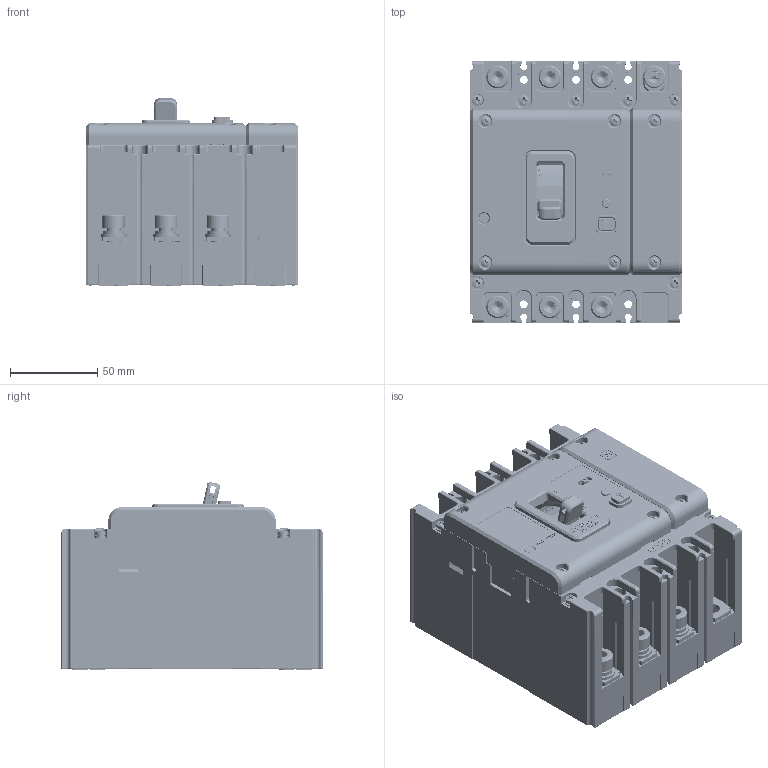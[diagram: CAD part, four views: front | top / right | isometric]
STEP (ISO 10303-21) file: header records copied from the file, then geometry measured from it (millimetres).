
FILE_DESCRIPTION((''),'2;1');
FILE_NAME('CDM6LI-125CLM_4P_ASM','2023-05-29T',('heyan.du'),(''),'PRO/ENGINEER BY PARAMETRIC TECHNOLOGY CORPORATION, 2015440','PRO/ENGINEER BY PARAMETRIC TECHNOLOGY CORPORATION, 2015440','');
FILE_SCHEMA(('CONFIG_CONTROL_DESIGN'));
Products named in the file (53): 8024032900_1; PRT0001; 5024037800_ASM_1_ASM; PRT0002; ASM0001_ASM; PRT0003; ASM0004_ASM; ASM0003_ASM; ASM0002_ASM; PRT0004; ASM0007_ASM; ASM0006_ASM; ASM0005_ASM; PRT0005; ASM0010_ASM; ASM0009_ASM; ASM0008_ASM; 8585065200_1; JB_T8151_1-6X170_1; NS_TUBEL225-1_5X8_1; 5510014600_ASM_2_ASM; 6176013400_ASM_2_ASM; 6760011600_ASM_3_ASM; PRT0006; PRT0007; PRT0008; 8750031400_1; PRT0009; PRT0010; PRT0011; ASM0011_ASM; PRT0012; PRT0013; PRT0014; ASM0012_ASM; 8315063300_1; PRT0015; 8282073000_AF2_2; PRT0016; PRT0017 ...
Assembly tree (92 placements, depth 8):
  CDM6LI-125CLM_4P_ASM
    2258013600_ASM_2_ASM
      6760011600_ASM_3_ASM
        5024037800_ASM_1_ASM
          8024032900_1
          PRT0001  x7
        ASM0001_ASM  x4
          PRT0002
        6176013400_ASM_2_ASM
          ASM0002_ASM
            ASM0003_ASM
              ASM0004_ASM
                PRT0003
          ASM0005_ASM
            ASM0006_ASM
              ASM0007_ASM
                PRT0004
          ASM0008_ASM
            ASM0009_ASM
              ASM0010_ASM
                PRT0005
          5510014600_ASM_2_ASM
            8585065200_1
            JB_T8151_1-6X170_1
            NS_TUBEL225-1_5X8_1
      PRT0006  x4
      PRT0007  x4
      PRT0008  x8
      8750031400_1
      ASM0011_ASM
        PRT0009
        PRT0010
        PRT0011
      ASM0012_ASM  x8
        PRT0012
        PRT0013
        PRT0014
      5315044900_ASM_1_ASM
        8315063300_1
        PRT0015
        8282073000_AF2_2
        PRT0016
        PRT0017
        PRT0018
        8315059200_1
        PRT0019  x6
      6716014700_ASM_4_ASM
        PRT0020
      ASM0013_ASM  x7
        PRT0021
        PRT0022
        PRT0023
      PRT0024
Bounding box: 122 x 150 x 107.95 mm (x, y, z)
Volume: 544292.8 mm3; surface area: 422211.7 mm2
Topology: 96 solids, 133 shells, 7447 faces, 20255 edges, 13153 vertices
Faces by surface type: plane 4711, cylinder 1902, cone 260, torus 222, extrusion 178, bspline 129, sphere 45
Entity records: 197191 total; most frequent: CARTESIAN_POINT 48744, ORIENTED_EDGE 31656, DIRECTION 29594, EDGE_CURVE 15846, VECTOR 11462, LINE 11284, VERTEX_POINT 10363, AXIS2_PLACEMENT_3D 9066
